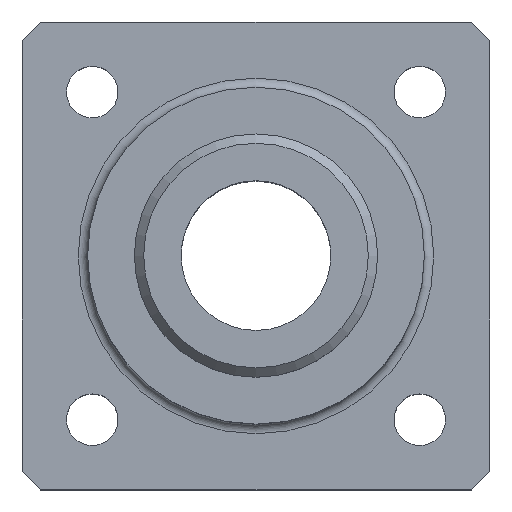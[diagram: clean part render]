
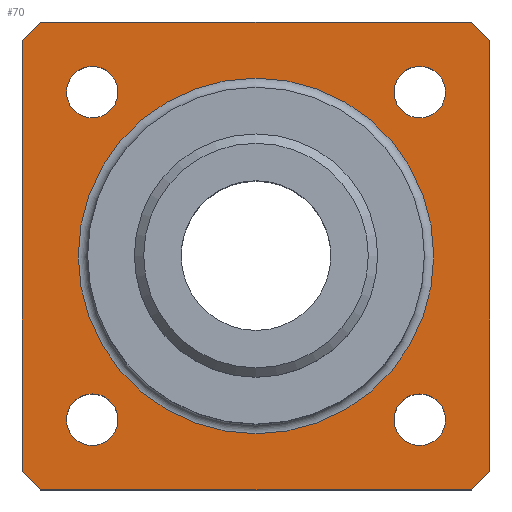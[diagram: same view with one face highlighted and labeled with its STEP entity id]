
A CAD part, top view. The second image highlights one B-rep face of the part: STEP entity #70.
In plain terms, the highlighted planar face has unit normal (0, 0, 1).
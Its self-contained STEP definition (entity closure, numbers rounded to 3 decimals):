
#70 = ADVANCED_FACE( '', ( #152, #153, #154, #155, #156, #157 ), #158, .T. );
#152 = FACE_OUTER_BOUND( '', #255, .T. );
#153 = FACE_BOUND( '', #256, .T. );
#154 = FACE_BOUND( '', #257, .T. );
#155 = FACE_BOUND( '', #258, .T. );
#156 = FACE_BOUND( '', #259, .T. );
#157 = FACE_BOUND( '', #260, .T. );
#158 = PLANE( '', #261 );
#255 = EDGE_LOOP( '', ( #389, #390, #391, #392, #393, #394, #395, #396 ) );
#256 = EDGE_LOOP( '', ( #397 ) );
#257 = EDGE_LOOP( '', ( #398 ) );
#258 = EDGE_LOOP( '', ( #399 ) );
#259 = EDGE_LOOP( '', ( #400 ) );
#260 = EDGE_LOOP( '', ( #401 ) );
#261 = AXIS2_PLACEMENT_3D( '', #402, #403, #404 );
#389 = ORIENTED_EDGE( '', *, *, #533, .T. );
#390 = ORIENTED_EDGE( '', *, *, #520, .T. );
#391 = ORIENTED_EDGE( '', *, *, #505, .T. );
#392 = ORIENTED_EDGE( '', *, *, #530, .T. );
#393 = ORIENTED_EDGE( '', *, *, #510, .T. );
#394 = ORIENTED_EDGE( '', *, *, #534, .T. );
#395 = ORIENTED_EDGE( '', *, *, #535, .T. );
#396 = ORIENTED_EDGE( '', *, *, #500, .T. );
#397 = ORIENTED_EDGE( '', *, *, #526, .F. );
#398 = ORIENTED_EDGE( '', *, *, #495, .F. );
#399 = ORIENTED_EDGE( '', *, *, #536, .F. );
#400 = ORIENTED_EDGE( '', *, *, #537, .F. );
#401 = ORIENTED_EDGE( '', *, *, #538, .T. );
#402 = CARTESIAN_POINT( '', ( 0., 0., 8. ) );
#403 = DIRECTION( '', ( 0., 0., 1. ) );
#404 = DIRECTION( '', ( 1., 0., 0. ) );
#495 = EDGE_CURVE( '', #562, #562, #563, .T. );
#500 = EDGE_CURVE( '', #572, #570, #573, .T. );
#505 = EDGE_CURVE( '', #581, #579, #582, .T. );
#510 = EDGE_CURVE( '', #590, #588, #591, .T. );
#520 = EDGE_CURVE( '', #606, #581, #607, .T. );
#526 = EDGE_CURVE( '', #615, #615, #616, .T. );
#530 = EDGE_CURVE( '', #579, #590, #621, .T. );
#533 = EDGE_CURVE( '', #570, #606, #624, .T. );
#534 = EDGE_CURVE( '', #588, #625, #626, .T. );
#535 = EDGE_CURVE( '', #625, #572, #627, .T. );
#536 = EDGE_CURVE( '', #628, #628, #629, .T. );
#537 = EDGE_CURVE( '', #630, #630, #631, .T. );
#538 = EDGE_CURVE( '', #632, #632, #633, .T. );
#562 = VERTEX_POINT( '', #664 );
#563 = CIRCLE( '', #665, 2.75 );
#570 = VERTEX_POINT( '', #673 );
#572 = VERTEX_POINT( '', #676 );
#573 = LINE( '', #677, #678 );
#579 = VERTEX_POINT( '', #686 );
#581 = VERTEX_POINT( '', #689 );
#582 = LINE( '', #690, #691 );
#588 = VERTEX_POINT( '', #699 );
#590 = VERTEX_POINT( '', #702 );
#591 = LINE( '', #703, #704 );
#606 = VERTEX_POINT( '', #721 );
#607 = LINE( '', #722, #723 );
#615 = VERTEX_POINT( '', #732 );
#616 = CIRCLE( '', #733, 2.75 );
#621 = LINE( '', #739, #740 );
#624 = LINE( '', #743, #744 );
#625 = VERTEX_POINT( '', #745 );
#626 = LINE( '', #746, #747 );
#627 = LINE( '', #748, #749 );
#628 = VERTEX_POINT( '', #750 );
#629 = CIRCLE( '', #751, 2.75 );
#630 = VERTEX_POINT( '', #752 );
#631 = CIRCLE( '', #753, 2.75 );
#632 = VERTEX_POINT( '', #754 );
#633 = CIRCLE( '', #755, 19. );
#664 = CARTESIAN_POINT( '', ( 20.25, 7.5, 8. ) );
#665 = AXIS2_PLACEMENT_3D( '', #789, #790, #791 );
#673 = CARTESIAN_POINT( '', ( -23., 50., 8. ) );
#676 = CARTESIAN_POINT( '', ( 23., 50., 8. ) );
#677 = CARTESIAN_POINT( '', ( 23., 50., 8. ) );
#678 = VECTOR( '', #797, 1000. );
#686 = CARTESIAN_POINT( '', ( -23., 0., 8. ) );
#689 = CARTESIAN_POINT( '', ( -25., 2., 8. ) );
#690 = CARTESIAN_POINT( '', ( -25., 2., 8. ) );
#691 = VECTOR( '', #801, 1000. );
#699 = CARTESIAN_POINT( '', ( 25., 2., 8. ) );
#702 = CARTESIAN_POINT( '', ( 23., 0., 8. ) );
#703 = CARTESIAN_POINT( '', ( 23., 0., 8. ) );
#704 = VECTOR( '', #805, 1000. );
#721 = CARTESIAN_POINT( '', ( -25., 48., 8. ) );
#722 = CARTESIAN_POINT( '', ( -25., 48., 8. ) );
#723 = VECTOR( '', #820, 1000. );
#732 = CARTESIAN_POINT( '', ( 20.25, 42.5, 8. ) );
#733 = AXIS2_PLACEMENT_3D( '', #828, #829, #830 );
#739 = CARTESIAN_POINT( '', ( -23., 0., 8. ) );
#740 = VECTOR( '', #835, 1000. );
#743 = CARTESIAN_POINT( '', ( -23., 50., 8. ) );
#744 = VECTOR( '', #836, 1000. );
#745 = CARTESIAN_POINT( '', ( 25., 48., 8. ) );
#746 = CARTESIAN_POINT( '', ( 25., 2., 8. ) );
#747 = VECTOR( '', #837, 1000. );
#748 = CARTESIAN_POINT( '', ( 25., 48., 8. ) );
#749 = VECTOR( '', #838, 1000. );
#750 = CARTESIAN_POINT( '', ( -14.75, 42.5, 8. ) );
#751 = AXIS2_PLACEMENT_3D( '', #839, #840, #841 );
#752 = CARTESIAN_POINT( '', ( -14.75, 7.5, 8. ) );
#753 = AXIS2_PLACEMENT_3D( '', #842, #843, #844 );
#754 = CARTESIAN_POINT( '', ( -19., 25., 8. ) );
#755 = AXIS2_PLACEMENT_3D( '', #845, #846, #847 );
#789 = CARTESIAN_POINT( '', ( 17.5, 7.5, 8. ) );
#790 = DIRECTION( '', ( 0., 0., 1. ) );
#791 = DIRECTION( '', ( 1., 0., 0. ) );
#797 = DIRECTION( '', ( -1., 0., 0. ) );
#801 = DIRECTION( '', ( 0.707, -0.707, 0. ) );
#805 = DIRECTION( '', ( 0.707, 0.707, 0. ) );
#820 = DIRECTION( '', ( 0., -1., 0. ) );
#828 = CARTESIAN_POINT( '', ( 17.5, 42.5, 8. ) );
#829 = DIRECTION( '', ( 0., 0., 1. ) );
#830 = DIRECTION( '', ( 1., 0., 0. ) );
#835 = DIRECTION( '', ( 1., 0., 0. ) );
#836 = DIRECTION( '', ( -0.707, -0.707, 0. ) );
#837 = DIRECTION( '', ( 0., 1., 0. ) );
#838 = DIRECTION( '', ( -0.707, 0.707, 0. ) );
#839 = CARTESIAN_POINT( '', ( -17.5, 42.5, 8. ) );
#840 = DIRECTION( '', ( 0., 0., 1. ) );
#841 = DIRECTION( '', ( 1., 0., 0. ) );
#842 = CARTESIAN_POINT( '', ( -17.5, 7.5, 8. ) );
#843 = DIRECTION( '', ( 0., 0., 1. ) );
#844 = DIRECTION( '', ( 1., 0., 0. ) );
#845 = CARTESIAN_POINT( '', ( 0., 25., 8. ) );
#846 = DIRECTION( '', ( 0., 0., -1. ) );
#847 = DIRECTION( '', ( -1., 0., 0. ) );
